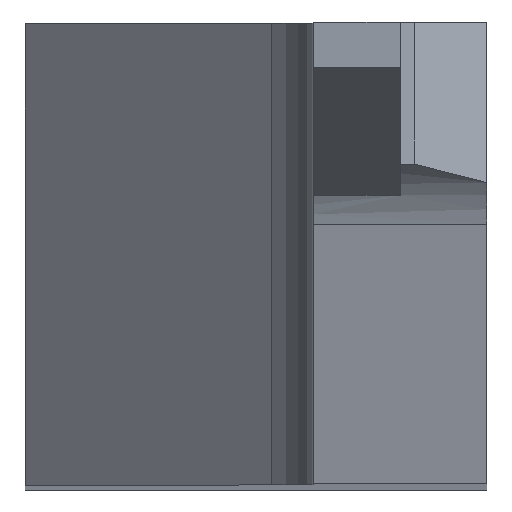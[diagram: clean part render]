
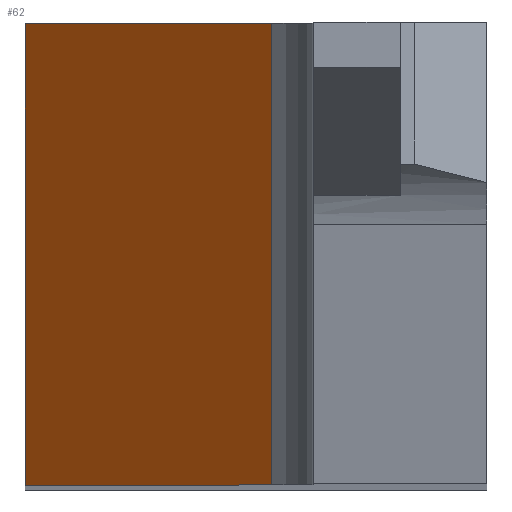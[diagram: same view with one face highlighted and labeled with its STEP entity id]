
A CAD part, top view. The second image highlights one B-rep face of the part: STEP entity #62.
In plain terms, the highlighted planar face has unit normal (-0.707, 0, 0.707).
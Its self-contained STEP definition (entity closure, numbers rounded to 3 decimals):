
#25 = CARTESIAN_POINT ( 'NONE',  ( -7.464, 174.789, -24.536 ) ) ;
#62 = ADVANCED_FACE ( 'Defeature ausgef�hrt2_8', ( #76 ), #685, .T. ) ;
#76 = FACE_OUTER_BOUND ( 'NONE', #1095, .T. ) ;
#145 = LINE ( 'NONE', #25, #148 ) ;
#148 = VECTOR ( 'NONE', #1049, 1000. ) ;
#324 = ORIENTED_EDGE ( 'NONE', *, *, #1335, .T. ) ;
#350 = CARTESIAN_POINT ( 'NONE',  ( -53.964, 0., -71.036 ) ) ;
#471 = DIRECTION ( 'NONE',  ( 0.707, 0., 0.707 ) ) ;
#484 = DIRECTION ( 'NONE',  ( -0.707, 0., -0.707 ) ) ;
#490 = LINE ( 'NONE', #350, #1063 ) ;
#555 = DIRECTION ( 'NONE',  ( -0.707, 0., -0.707 ) ) ;
#586 = CARTESIAN_POINT ( 'NONE',  ( -7.464, 16., -24.536 ) ) ;
#623 = LINE ( 'NONE', #1217, #638 ) ;
#638 = VECTOR ( 'NONE', #772, 1000. ) ;
#685 = PLANE ( 'NONE',  #1279 ) ;
#768 = VERTEX_POINT ( 'NONE', #1116 ) ;
#772 = DIRECTION ( 'NONE',  ( 0., -1., 0. ) ) ;
#773 = EDGE_CURVE ( 'Defeature ausgef�hrt2_8+Defeature ausgef�hrt2_3+Defeature ausgef�hrt2_6+Defeature ausgef�hrt2_9', #1237, #768, #490, .T. ) ;
#805 = LINE ( 'NONE', #1451, #1406 ) ;
#839 = EDGE_CURVE ( 'Defeature ausgef�hrt2_8+Defeature ausgef�hrt2_2+Defeature ausgef�hrt2_9+Defeature ausgef�hrt2_6', #896, #841, #805, .T. ) ;
#841 = VERTEX_POINT ( 'NONE', #1102 ) ;
#852 = ORIENTED_EDGE ( 'NONE', *, *, #839, .T. ) ;
#896 = VERTEX_POINT ( 'NONE', #586 ) ;
#908 = CARTESIAN_POINT ( 'NONE',  ( -16., 0., -33.071 ) ) ;
#1049 = DIRECTION ( 'NONE',  ( 0., -1., 0. ) ) ;
#1063 = VECTOR ( 'NONE', #471, 1000. ) ;
#1095 = EDGE_LOOP ( 'NONE', ( #852, #324, #1334, #1178 ) ) ;
#1102 = CARTESIAN_POINT ( 'NONE',  ( -16., 16., -33.071 ) ) ;
#1116 = CARTESIAN_POINT ( 'NONE',  ( -7.464, 0., -24.536 ) ) ;
#1175 = EDGE_CURVE ( 'Defeature ausgef�hrt2_9+Defeature ausgef�hrt2_8+Defeature ausgef�hrt2_2+Defeature ausgef�hrt2_3', #896, #768, #145, .T. ) ;
#1178 = ORIENTED_EDGE ( 'NONE', *, *, #1175, .F. ) ;
#1202 = CARTESIAN_POINT ( 'NONE',  ( -16., 174.789, -33.071 ) ) ;
#1217 = CARTESIAN_POINT ( 'NONE',  ( -16., 174.789, -33.071 ) ) ;
#1237 = VERTEX_POINT ( 'NONE', #908 ) ;
#1279 = AXIS2_PLACEMENT_3D ( 'NONE', #1202, #1325, #555 ) ;
#1325 = DIRECTION ( 'NONE',  ( -0.707, 0., 0.707 ) ) ;
#1334 = ORIENTED_EDGE ( 'NONE', *, *, #773, .T. ) ;
#1335 = EDGE_CURVE ( 'Defeature ausgef�hrt2_8+Defeature ausgef�hrt2_6+Defeature ausgef�hrt2_2+Defeature ausgef�hrt2_3', #841, #1237, #623, .T. ) ;
#1406 = VECTOR ( 'NONE', #484, 1000. ) ;
#1451 = CARTESIAN_POINT ( 'NONE',  ( -53.964, 16., -71.036 ) ) ;
